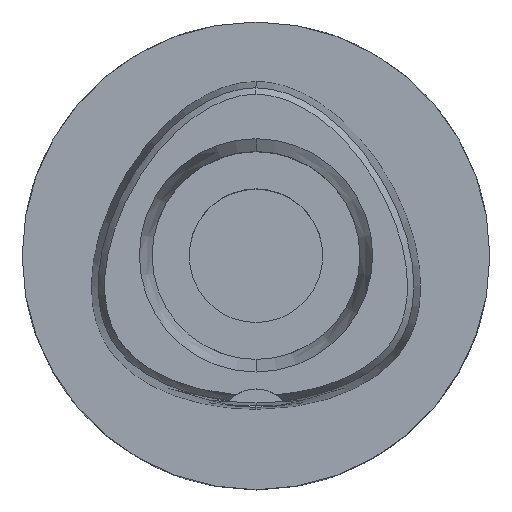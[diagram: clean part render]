
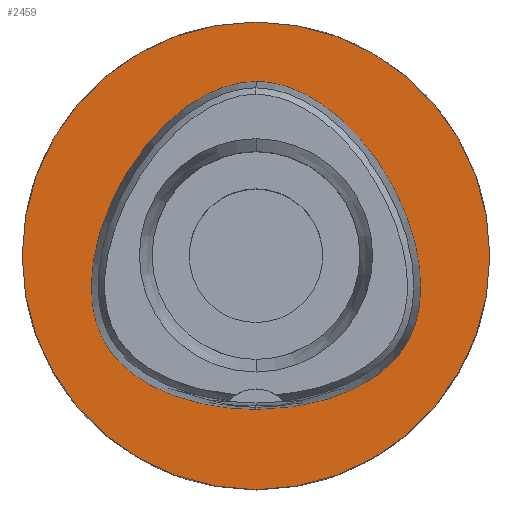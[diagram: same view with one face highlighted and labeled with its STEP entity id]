
A CAD part, top view. The second image highlights one B-rep face of the part: STEP entity #2459.
In plain terms, the highlighted planar face has unit normal (0, 0, 1).
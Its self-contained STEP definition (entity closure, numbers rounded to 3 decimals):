
#280=CARTESIAN_POINT('',(0.,0.,0.));
#281=DIRECTION('',(0.,0.,-1.));
#282=DIRECTION('',(0.,-1.,0.));
#283=AXIS2_PLACEMENT_3D('',#280,#281,#282);
#288=CARTESIAN_POINT('',(0.,0.,0.));
#289=DIRECTION('',(0.,0.,-1.));
#290=DIRECTION('',(0.,1.,0.));
#291=AXIS2_PLACEMENT_3D('',#288,#289,#290);
#296=CARTESIAN_POINT('',(0.,-20.675,0.));
#297=CARTESIAN_POINT('',(0.97,-20.675,0.));
#298=CARTESIAN_POINT('',(2.869,-20.597,
0.));
#299=CARTESIAN_POINT('',(5.629,-20.259,0.));
#300=CARTESIAN_POINT('',(8.212,-19.725,0.));
#301=CARTESIAN_POINT('',(10.556,-19.03,0.));
#302=CARTESIAN_POINT('',(12.626,-18.215,0.));
#303=CARTESIAN_POINT('',(14.426,-17.314,0.));
#304=CARTESIAN_POINT('',(15.978,-16.348,0.));
#305=CARTESIAN_POINT('',(17.293,-15.345,0.));
#306=CARTESIAN_POINT('',(18.406,-14.306,0.));
#307=CARTESIAN_POINT('',(19.341,-13.238,0.));
#308=CARTESIAN_POINT('',(20.125,-12.127,0.));
#309=CARTESIAN_POINT('',(20.776,-10.946,0.));
#310=CARTESIAN_POINT('',(21.305,-9.682,0.));
#311=CARTESIAN_POINT('',(21.724,-8.295,0.));
#312=CARTESIAN_POINT('',(22.023,-6.764,0.));
#313=CARTESIAN_POINT('',(22.187,-5.055,0.));
#314=CARTESIAN_POINT('',(22.188,-3.166,0.));
#315=CARTESIAN_POINT('',(21.999,-1.085,0.));
#316=CARTESIAN_POINT('',(21.588,1.184,0.));
#317=CARTESIAN_POINT('',(20.929,3.612,0.));
#318=CARTESIAN_POINT('',(20.006,6.154,0.));
#319=CARTESIAN_POINT('',(18.824,8.726,0.));
#320=CARTESIAN_POINT('',(17.412,11.24,0.));
#321=CARTESIAN_POINT('',(15.816,13.608,0.));
#322=CARTESIAN_POINT('',(14.103,15.748,0.));
#323=CARTESIAN_POINT('',(12.332,17.619,0.));
#324=CARTESIAN_POINT('',(10.567,19.191,0.));
#325=CARTESIAN_POINT('',(8.845,20.474,0.));
#326=CARTESIAN_POINT('',(7.188,21.49,0.));
#327=CARTESIAN_POINT('',(5.609,22.265,0.));
#328=CARTESIAN_POINT('',(4.104,22.832,0.));
#329=CARTESIAN_POINT('',(2.672,23.212,0.));
#330=CARTESIAN_POINT('',(1.306,23.429,
0.));
#331=CARTESIAN_POINT('',(0.429,23.475,
0.));
#332=CARTESIAN_POINT('',(0.,23.475,
0.));
#337=CARTESIAN_POINT('',(0.,23.475,
0.));
#338=CARTESIAN_POINT('',(-0.427,23.475,
0.));
#339=CARTESIAN_POINT('',(-1.3,23.43,
0.));
#340=CARTESIAN_POINT('',(-2.66,23.215,0.));
#341=CARTESIAN_POINT('',(-4.089,22.836,0.));
#342=CARTESIAN_POINT('',(-5.592,22.273,0.));
#343=CARTESIAN_POINT('',(-7.176,21.497,0.));
#344=CARTESIAN_POINT('',(-8.838,20.48,0.));
#345=CARTESIAN_POINT('',(-10.568,19.191,0.));
#346=CARTESIAN_POINT('',(-12.342,17.609,0.));
#347=CARTESIAN_POINT('',(-14.119,15.73,0.));
#348=CARTESIAN_POINT('',(-15.842,13.573,0.));
#349=CARTESIAN_POINT('',(-17.441,11.193,0.));
#350=CARTESIAN_POINT('',(-18.854,8.668,0.));
#351=CARTESIAN_POINT('',(-20.035,6.083,0.));
#352=CARTESIAN_POINT('',(-20.954,3.535,0.));
#353=CARTESIAN_POINT('',(-21.607,1.1,0.));
#354=CARTESIAN_POINT('',(-22.01,-1.168,0.));
#355=CARTESIAN_POINT('',(-22.192,-3.248,0.));
#356=CARTESIAN_POINT('',(-22.183,-5.133,0.));
#357=CARTESIAN_POINT('',(-22.013,-6.832,0.));
#358=CARTESIAN_POINT('',(-21.707,-8.361,0.));
#359=CARTESIAN_POINT('',(-21.283,-9.743,0.));
#360=CARTESIAN_POINT('',(-20.757,-10.982,0.));
#361=CARTESIAN_POINT('',(-20.129,-12.117,0.));
#362=CARTESIAN_POINT('',(-19.37,-13.2,0.));
#363=CARTESIAN_POINT('',(-18.445,-14.267,0.));
#364=CARTESIAN_POINT('',(-17.339,-15.305,0.));
#365=CARTESIAN_POINT('',(-16.028,-16.314,0.));
#366=CARTESIAN_POINT('',(-14.483,-17.282,0.));
#367=CARTESIAN_POINT('',(-12.682,-18.19,0.));
#368=CARTESIAN_POINT('',(-10.608,-19.012,0.));
#369=CARTESIAN_POINT('',(-8.26,-19.713,0.));
#370=CARTESIAN_POINT('',(-5.666,-20.254,0.));
#371=CARTESIAN_POINT('',(-2.876,-20.597,
0.));
#372=CARTESIAN_POINT('',(-0.971,-20.675,0.));
#373=CARTESIAN_POINT('',(0.,-20.675,0.));
#1600=VERTEX_POINT('',#337);
#1601=VERTEX_POINT('',#373);
#1606=CARTESIAN_POINT('',(0.,-31.5,0.));
#1607=CARTESIAN_POINT('',(0.,31.5,0.));
#1608=VERTEX_POINT('',#1606);
#1609=VERTEX_POINT('',#1607);
#2443=CARTESIAN_POINT('',(0.,0.,0.));
#2444=DIRECTION('',(0.,0.,-1.));
#2445=DIRECTION('',(0.,-1.,0.));
#2446=AXIS2_PLACEMENT_3D('',#2443,#2444,#2445);
#2447=PLANE('',#2446);
#2449=ORIENTED_EDGE('',*,*,#2448,.T.);
#2451=ORIENTED_EDGE('',*,*,#2450,.T.);
#2452=EDGE_LOOP('',(#2449,#2451));
#2453=FACE_OUTER_BOUND('',#2452,.F.);
#2455=ORIENTED_EDGE('',*,*,#2454,.T.);
#2456=ORIENTED_EDGE('',*,*,#2426,.T.);
#2457=EDGE_LOOP('',(#2455,#2456));
#2458=FACE_BOUND('',#2457,.F.);
#284=CIRCLE('',#283,31.5);
#292=CIRCLE('',#291,31.5);
#333=B_SPLINE_CURVE_WITH_KNOTS('',3,(#296,#297,#298,#299,#300,#301,#302,#303,
#304,#305,#306,#307,#308,#309,#310,#311,#312,#313,#314,#315,#316,#317,#318,#319,
#320,#321,#322,#323,#324,#325,#326,#327,#328,#329,#330,#331,#332),.UNSPECIFIED.,
.F.,.F.,(4,1,1,1,1,1,1,1,1,1,1,1,1,1,1,1,1,1,1,1,1,1,1,1,1,1,1,1,1,1,1,1,1,1,4),
(0.,0.029,0.059,0.088,0.118,
0.147,0.176,0.206,0.235,
0.265,0.294,0.324,0.353,
0.382,0.412,0.441,0.471,0.5,
0.529,0.559,0.588,0.618,
0.647,0.676,0.706,0.735,
0.765,0.794,0.824,0.853,
0.882,0.912,0.941,0.971,1.),
.UNSPECIFIED.);
#374=B_SPLINE_CURVE_WITH_KNOTS('',3,(#337,#338,#339,#340,#341,#342,#343,#344,
#345,#346,#347,#348,#349,#350,#351,#352,#353,#354,#355,#356,#357,#358,#359,#360,
#361,#362,#363,#364,#365,#366,#367,#368,#369,#370,#371,#372,#373),.UNSPECIFIED.,
.F.,.F.,(4,1,1,1,1,1,1,1,1,1,1,1,1,1,1,1,1,1,1,1,1,1,1,1,1,1,1,1,1,1,1,1,1,1,4),
(0.,0.029,0.059,0.088,0.118,
0.147,0.176,0.206,0.235,
0.265,0.294,0.324,0.353,
0.382,0.412,0.441,0.471,0.5,
0.529,0.559,0.588,0.618,
0.647,0.676,0.706,0.735,
0.765,0.794,0.824,0.853,
0.882,0.912,0.941,0.971,1.),
.UNSPECIFIED.);
#2426=EDGE_CURVE('',#1600,#1601,#374,.T.);
#2448=EDGE_CURVE('',#1608,#1609,#284,.T.);
#2450=EDGE_CURVE('',#1609,#1608,#292,.T.);
#2454=EDGE_CURVE('',#1601,#1600,#333,.T.);
#2459=ADVANCED_FACE('',(#2453,#2458),#2447,.F.);
